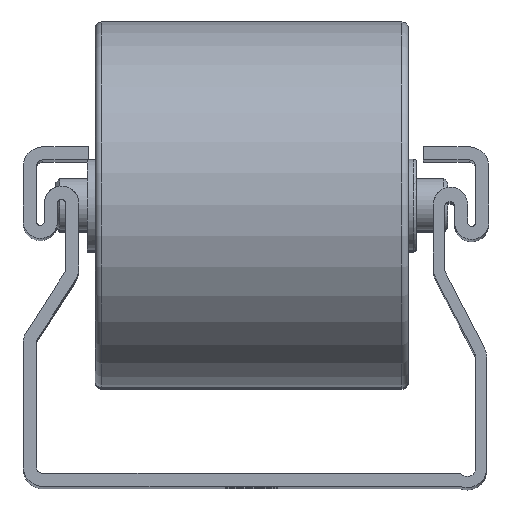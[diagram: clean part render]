
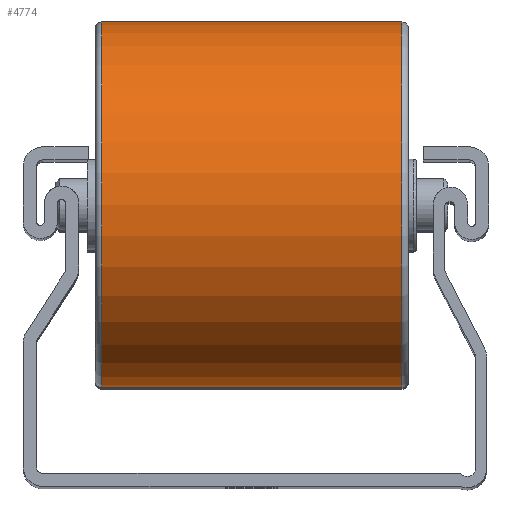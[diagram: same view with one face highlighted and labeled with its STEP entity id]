
A CAD part, top view. The second image highlights one B-rep face of the part: STEP entity #4774.
In plain terms, the highlighted cylindrical face has radius 14 mm (diameter 28 mm), a full revolution.
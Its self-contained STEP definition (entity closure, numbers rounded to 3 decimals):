
#638=FACE_OUTER_BOUND('',#901,.T.);
#901=EDGE_LOOP('',(#4442,#4443,#4444,#4445,#4446));
#1240=LINE('',#9718,#1578);
#1578=VECTOR('',#6620,14.);
#1782=CIRCLE('',#5306,14.);
#1783=CIRCLE('',#5307,14.);
#1784=CIRCLE('',#5309,14.);
#2270=VERTEX_POINT('',#9711);
#2271=VERTEX_POINT('',#9713);
#2272=VERTEX_POINT('',#9717);
#2994=EDGE_CURVE('',#2270,#2271,#1782,.T.);
#2995=EDGE_CURVE('',#2271,#2270,#1783,.T.);
#2996=EDGE_CURVE('',#2271,#2272,#1240,.T.);
#2997=EDGE_CURVE('',#2272,#2272,#1784,.T.);
#4442=ORIENTED_EDGE('',*,*,#2995,.F.);
#4443=ORIENTED_EDGE('',*,*,#2996,.T.);
#4444=ORIENTED_EDGE('',*,*,#2997,.F.);
#4445=ORIENTED_EDGE('',*,*,#2996,.F.);
#4446=ORIENTED_EDGE('',*,*,#2994,.F.);
#4540=CYLINDRICAL_SURFACE('',#5308,14.);
#4774=ADVANCED_FACE('',(#638),#4540,.T.);
#5306=AXIS2_PLACEMENT_3D('',#9714,#6614,#6615);
#5307=AXIS2_PLACEMENT_3D('',#9715,#6616,#6617);
#5308=AXIS2_PLACEMENT_3D('',#9716,#6618,#6619);
#5309=AXIS2_PLACEMENT_3D('',#9719,#6621,#6622);
#6614=DIRECTION('center_axis',(0.,0.,1.));
#6615=DIRECTION('ref_axis',(-1.,0.,0.));
#6616=DIRECTION('center_axis',(0.,0.,1.));
#6617=DIRECTION('ref_axis',(-1.,0.,0.));
#6618=DIRECTION('center_axis',(0.,0.,1.));
#6619=DIRECTION('ref_axis',(-1.,0.,0.));
#6620=DIRECTION('',(0.,0.,-1.));
#6621=DIRECTION('center_axis',(0.,0.,-1.));
#6622=DIRECTION('ref_axis',(-1.,0.,0.));
#9711=CARTESIAN_POINT('',(-14.,0.,11.5));
#9713=CARTESIAN_POINT('',(14.,0.,11.5));
#9714=CARTESIAN_POINT('Origin',(0.,0.,11.5));
#9715=CARTESIAN_POINT('Origin',(0.,0.,11.5));
#9716=CARTESIAN_POINT('Origin',(0.,0.,0.));
#9717=CARTESIAN_POINT('',(14.,0.,-11.5));
#9718=CARTESIAN_POINT('',(14.,0.,0.));
#9719=CARTESIAN_POINT('Origin',(0.,0.,-11.5));
